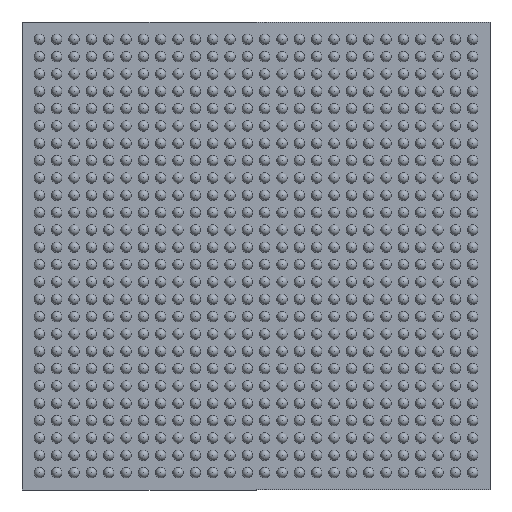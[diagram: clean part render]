
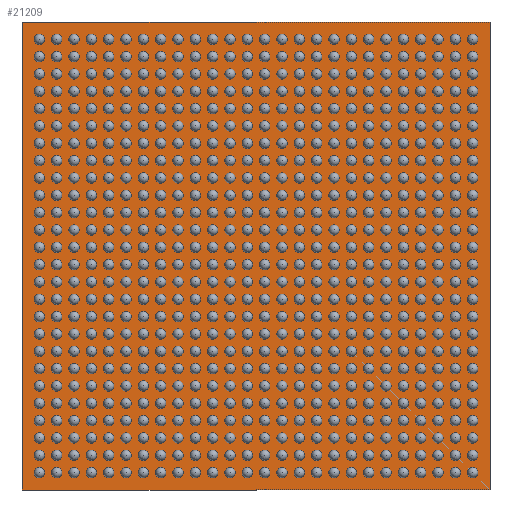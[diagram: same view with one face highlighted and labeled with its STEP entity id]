
A CAD part, front view. The second image highlights one B-rep face of the part: STEP entity #21209.
In plain terms, the highlighted planar face has unit normal (0, -1, 0).
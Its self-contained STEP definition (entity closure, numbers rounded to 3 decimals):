
#21=DIRECTION ( 'NONE',  ( 1., 0., 0. ) );
#53=DIRECTION ( 'NONE',  ( 0., -1., 0. ) );
#604=VERTEX_POINT ( 'NONE', #17959 );
#1245=CARTESIAN_POINT ( 'NONE',  ( 0., 0.5, 0. ) );
#1724=VECTOR ( 'NONE', #14231, 1000. );
#3120=ORIENTED_EDGE ( 'NONE', *, *, #29319, .T. );
#3855=VERTEX_POINT ( 'NONE', #13776 );
#6342=DIRECTION ( 'NONE',  ( 0., 0., -1. ) );
#6408=LINE ( 'NONE', #7949, #1724 );
#6673=LINE ( 'NONE', #18783, #10517 );
#7949=CARTESIAN_POINT ( 'NONE',  ( 13.5, 0.5, 13.5 ) );
#8280=EDGE_CURVE ( 'NONE', #604, #3855, #9429, .T. );
#8416=VERTEX_POINT ( 'NONE', #7949 );
#8608=EDGE_LOOP ( 'NONE', ( #3120, #21759, #14509, #32752 ) );
#9429=LINE ( 'NONE', #17959, #15412 );
#10517=VECTOR ( 'NONE', #6342, 1000. );
#12752=PLANE ( 'NONE',  #13879 );
#12856=VECTOR ( 'NONE', #18824, 1000. );
#13776=CARTESIAN_POINT ( 'NONE',  ( 13.5, 0.5, -13.5 ) );
#13879=AXIS2_PLACEMENT_3D ( 'NONE', #1245, #53, #21 );
#14231=DIRECTION ( 'NONE',  ( 0., 0., 1. ) );
#14509=ORIENTED_EDGE ( 'NONE', *, *, #27859, .T. );
#15412=VECTOR ( 'NONE', #17522, 1000. );
#17522=DIRECTION ( 'NONE',  ( 1., 0., 0. ) );
#17959=CARTESIAN_POINT ( 'NONE',  ( -13.5, 0.5, -13.5 ) );
#18783=CARTESIAN_POINT ( 'NONE',  ( -13.5, 0.5, 13.5 ) );
#18824=DIRECTION ( 'NONE',  ( -1., 0., 0. ) );
#19552=EDGE_CURVE ( 'NONE', #8416, #32447, #19613, .T. );
#19613=LINE ( 'NONE', #18783, #12856 );
#21209=ADVANCED_FACE ( 'NONE', ( #26319 ), #12752, .T. );
#21759=ORIENTED_EDGE ( 'NONE', *, *, #19552, .T. );
#26319=FACE_OUTER_BOUND ( 'NONE', #8608, .T. );
#27859=EDGE_CURVE ( 'NONE', #32447, #604, #6673, .T. );
#29319=EDGE_CURVE ( 'NONE', #3855, #8416, #6408, .T. );
#32447=VERTEX_POINT ( 'NONE', #18783 );
#32752=ORIENTED_EDGE ( 'NONE', *, *, #8280, .T. );
